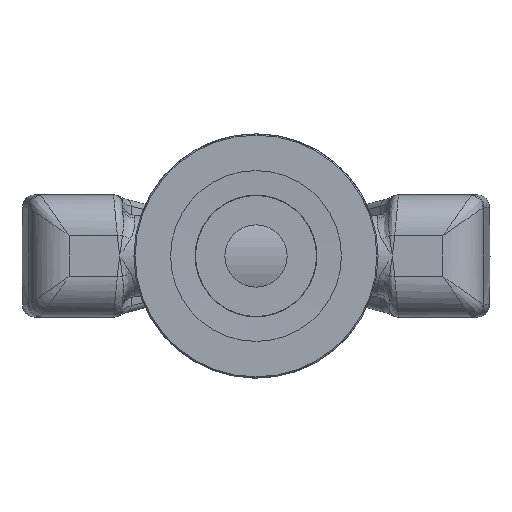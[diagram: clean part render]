
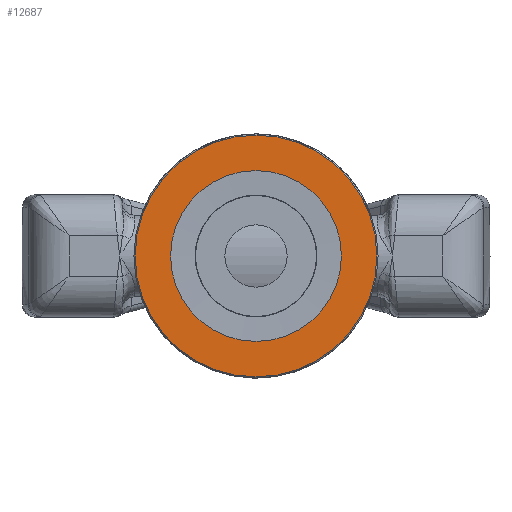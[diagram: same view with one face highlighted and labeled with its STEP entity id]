
A CAD part, front view. The second image highlights one B-rep face of the part: STEP entity #12687.
In plain terms, the highlighted face is planar.
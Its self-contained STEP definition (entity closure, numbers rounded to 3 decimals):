
#123=FACE_BOUND('',#3816,.T.);
#2388=PLANE('',#13627);
#3025=FACE_OUTER_BOUND('',#3815,.T.);
#3815=EDGE_LOOP('',(#10834));
#3816=EDGE_LOOP('',(#10835));
#4317=CIRCLE('',#13624,29.7);
#4319=CIRCLE('',#13628,21.);
#5915=VERTEX_POINT('',#39714);
#5917=VERTEX_POINT('',#39720);
#7635=EDGE_CURVE('',#5915,#5915,#4317,.T.);
#7637=EDGE_CURVE('',#5917,#5917,#4319,.T.);
#10834=ORIENTED_EDGE('',*,*,#7635,.F.);
#10835=ORIENTED_EDGE('',*,*,#7637,.F.);
#12687=ADVANCED_FACE('',(#3025,#123),#2388,.F.);
#13624=AXIS2_PLACEMENT_3D('',#39715,#15627,#15628);
#13627=AXIS2_PLACEMENT_3D('',#39719,#15633,#15634);
#13628=AXIS2_PLACEMENT_3D('',#39721,#15635,#15636);
#15627=DIRECTION('center_axis',(0.,0.,1.));
#15628=DIRECTION('ref_axis',(-1.,0.,0.));
#15633=DIRECTION('center_axis',(0.,0.,1.));
#15634=DIRECTION('ref_axis',(1.,0.,0.));
#15635=DIRECTION('center_axis',(0.,0.,-1.));
#15636=DIRECTION('ref_axis',(-1.,0.,0.));
#39714=CARTESIAN_POINT('',(29.7,0.,0.));
#39715=CARTESIAN_POINT('Origin',(0.,0.,0.));
#39719=CARTESIAN_POINT('Origin',(0.,0.,0.));
#39720=CARTESIAN_POINT('',(21.,0.,0.));
#39721=CARTESIAN_POINT('Origin',(0.,0.,0.));
